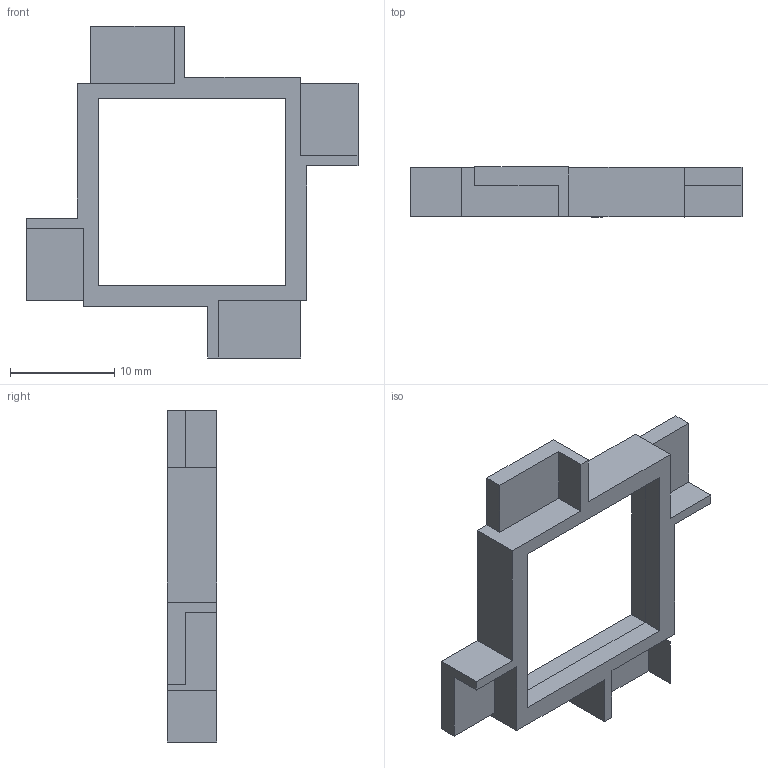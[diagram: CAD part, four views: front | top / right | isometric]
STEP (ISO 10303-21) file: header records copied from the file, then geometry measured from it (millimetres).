
FILE_DESCRIPTION(/* description */ (''),/* implementation_level */ '2;1');
FILE_NAME(/* name */ 'PM-1003 - Button Cover.step',/* time_stamp */ '2020-12-12T10:31:50-05:00',/* author */ (''),/* organization */ (''),/* preprocessor_version */ 'ST-DEVELOPER v18.1',/* originating_system */ 'Autodesk Translation Framework v9.3.0.1241',/* authorisation */ '');
FILE_SCHEMA (('AUTOMOTIVE_DESIGN { 1 0 10303 214 3 1 1 }'));
Length unit declared in the file: millimetre
Products named in the file (1): ButtonCover
Bounding box: 31.8 x 4.75 x 31.8 mm (x, y, z)
Volume: 858.4 mm3; surface area: 1641.9 mm2
Topology: 1 solids, 1 shells, 43 faces, 118 edges, 78 vertices
Faces by surface type: plane 43
Entity records: 1380 total; most frequent: CARTESIAN_POINT 240, ORIENTED_EDGE 236, DIRECTION 206, LINE 118, VECTOR 118, EDGE_CURVE 118, VERTEX_POINT 78, EDGE_LOOP 46
